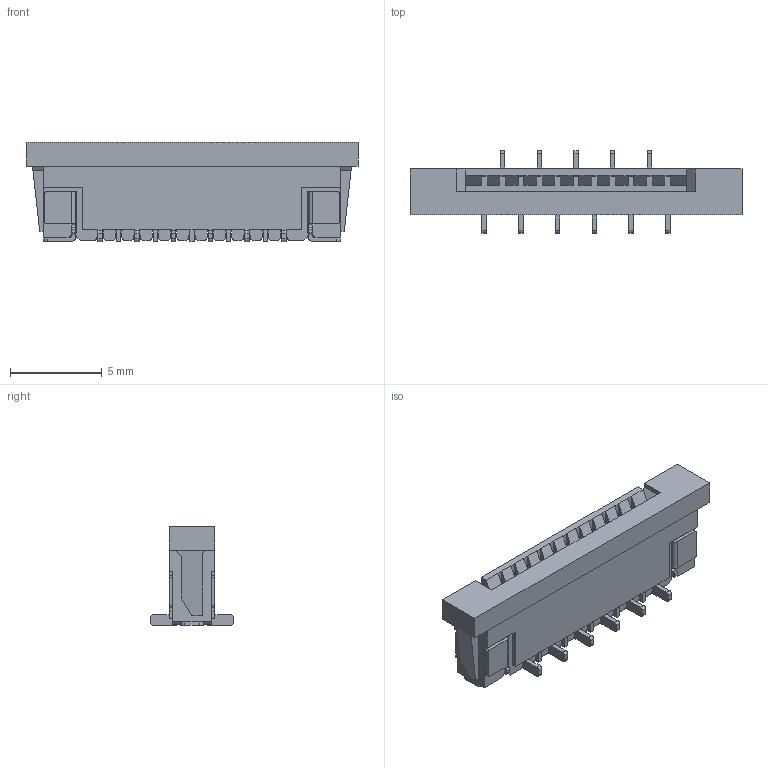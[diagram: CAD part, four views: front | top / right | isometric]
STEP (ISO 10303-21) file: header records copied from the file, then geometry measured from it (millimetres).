
FILE_DESCRIPTION (( 'STEP AP214' ), '1' );
FILE_NAME ('FPC-SMD_11P-P1.00_X10C2511TZ.step', '2022-07-06T08:00:08', ( '' ), ( '' ), 'SwSTEP 2.0', 'SolidWorks 2020', '' );
FILE_SCHEMA (( 'AUTOMOTIVE_DESIGN' ));
Length unit declared in the file: millimetre
Products named in the file (1): FPC-SMD_11P-P1.00_X10C2511TZ
Bounding box: 18.1 x 4.5 x 5.41 mm (x, y, z)
Volume: 190 mm3; surface area: 559.5 mm2
Topology: 6 solids, 6 shells, 659 faces, 1814 edges, 1192 vertices
Faces by surface type: plane 463, cylinder 98, bspline 98
Entity records: 26178 total; most frequent: CARTESIAN_POINT 4972, ORIENTED_EDGE 3628, DIRECTION 2934, EDGE_CURVE 1814, VECTOR 1418, LINE 1418, VERTEX_POINT 1192, AXIS2_PLACEMENT_3D 758
